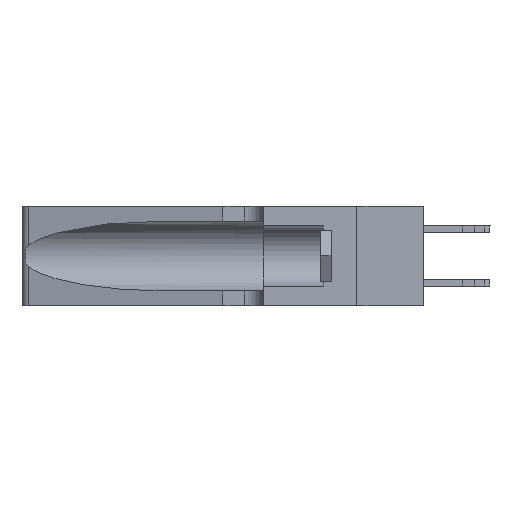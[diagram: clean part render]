
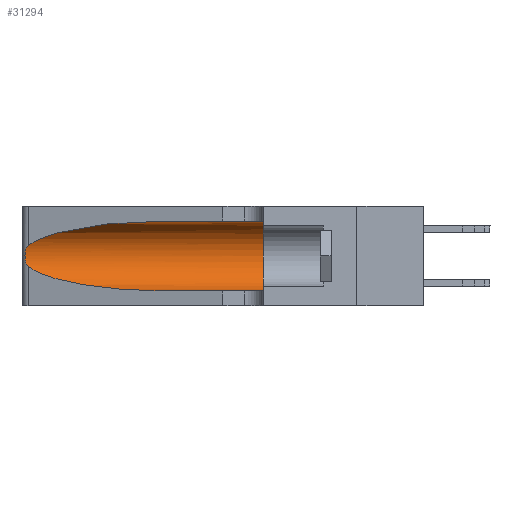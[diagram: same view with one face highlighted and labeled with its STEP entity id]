
A CAD part, left-side view. The second image highlights one B-rep face of the part: STEP entity #31294.
In plain terms, the highlighted cylindrical face has radius 3.308 mm (diameter 6.617 mm), a partial arc.
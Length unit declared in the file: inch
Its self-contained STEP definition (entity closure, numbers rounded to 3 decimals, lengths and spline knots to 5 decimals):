
#526 = CARTESIAN_POINT ( 'NONE',  ( 0.25854, 1.2359, 0.20912 ) ) ;
#613 = ORIENTED_EDGE ( 'NONE', *, *, #13815, .T. ) ;
#849 = EDGE_LOOP ( 'NONE', ( #5504, #29370, #613, #31464, #12517, #22077 ) ) ;
#926 = CYLINDRICAL_SURFACE ( 'NONE', #29520, 0.13025 ) ;
#2444 = FACE_OUTER_BOUND ( 'NONE', #849, .T. ) ;
#2488 = CARTESIAN_POINT ( 'NONE',  ( 0.1305, 1.61858, 0.31525 ) ) ;
#2598 = DIRECTION ( 'NONE',  ( 0., -1., 0. ) ) ;
#2681 = CARTESIAN_POINT ( 'NONE',  ( 0.1305, 0.72297, 0.05475 ) ) ;
#3016 = CARTESIAN_POINT ( 'NONE',  ( 0.1305, 0.35, 0.31525 ) ) ;
#3829 = AXIS2_PLACEMENT_3D ( 'NONE', #5749, #5217, #38901 ) ;
#4755 = CARTESIAN_POINT ( 'NONE',  ( 0.26017, 1.23833, 0.17102 ) ) ;
#4926 = CARTESIAN_POINT ( 'NONE',  ( 0.25555, 1.22994, 0.2215 ) ) ;
#5217 = DIRECTION ( 'NONE',  ( 0., 1., 0. ) ) ;
#5279 = VECTOR ( 'NONE', #16977, 39.37008 ) ;
#5504 = ORIENTED_EDGE ( 'NONE', *, *, #26644, .T. ) ;
#5736 = LINE ( 'NONE', #29138, #5279 ) ;
#5749 = CARTESIAN_POINT ( 'NONE',  ( 0.1305, 0.35, 0.185 ) ) ;
#6907 = EDGE_CURVE ( 'NONE', #17409, #38481, #5736, .T. ) ;
#7891 = CARTESIAN_POINT ( 'NONE',  ( 0.25487, 1.22718, 0.22369 ) ) ;
#8048 = CARTESIAN_POINT ( 'NONE',  ( 0.25555, 1.22993, 0.14849 ) ) ;
#8628 = DIRECTION ( 'NONE',  ( 0., -1., 0. ) ) ;
#9005 = DIRECTION ( 'NONE',  ( 0., 0., -1. ) ) ;
#10220 = LINE ( 'NONE', #2488, #21272 ) ;
#10418 =( BOUNDED_CURVE ( )  B_SPLINE_CURVE ( 3, ( #14107, #19911, #29321, #7891 ),
 .UNSPECIFIED., .F., .T. ) 
 B_SPLINE_CURVE_WITH_KNOTS ( ( 4, 4 ),
 ( 1.5708, 2.84003 ),
 .UNSPECIFIED. ) 
 CURVE ( )  GEOMETRIC_REPRESENTATION_ITEM ( )  RATIONAL_B_SPLINE_CURVE ( ( 1., 0.87, 0.87, 1. ) ) 
 REPRESENTATION_ITEM ( '' )  );
#10447 = CARTESIAN_POINT ( 'NONE',  ( 0.26018, 1.23835, 0.19895 ) ) ;
#10638 = B_SPLINE_CURVE_WITH_KNOTS ( 'NONE', 3,
 ( #13127, #4926, #20391, #38879, #526, #10447, #25965, #28949, #4755, #23563, #38429, #32411, #8048, #32690 ),
 .UNSPECIFIED., .F., .F.,
 ( 4, 2, 2, 2, 2, 2, 4 ),
 ( 0., 0.00027, 0.00053, 0.00107, 0.0016, 0.00187, 0.00214 ),
 .UNSPECIFIED. ) ;
#11462 = VERTEX_POINT ( 'NONE', #3016 ) ;
#12517 = ORIENTED_EDGE ( 'NONE', *, *, #29627, .F. ) ;
#13127 = CARTESIAN_POINT ( 'NONE',  ( 0.25487, 1.22718, 0.22369 ) ) ;
#13815 = EDGE_CURVE ( 'NONE', #26064, #17409, #39144, .T. ) ;
#14107 = CARTESIAN_POINT ( 'NONE',  ( 0.1305, 0.72297, 0.31525 ) ) ;
#16977 = DIRECTION ( 'NONE',  ( 0., -1., 0. ) ) ;
#17409 = VERTEX_POINT ( 'NONE', #2681 ) ;
#19911 = CARTESIAN_POINT ( 'NONE',  ( 0.18966, 0.96281, 0.31525 ) ) ;
#20391 = CARTESIAN_POINT ( 'NONE',  ( 0.25639, 1.23184, 0.21858 ) ) ;
#20623 = CARTESIAN_POINT ( 'NONE',  ( 0.25487, 1.22718, 0.22369 ) ) ;
#21272 = VECTOR ( 'NONE', #8628, 39.37008 ) ;
#21296 = CARTESIAN_POINT ( 'NONE',  ( 0.1305, 1.61858, 0.185 ) ) ;
#22077 = ORIENTED_EDGE ( 'NONE', *, *, #23480, .F. ) ;
#22572 = CARTESIAN_POINT ( 'NONE',  ( 0.1305, 0.35, 0.05475 ) ) ;
#22937 = CARTESIAN_POINT ( 'NONE',  ( 0.25487, 1.22718, 0.14631 ) ) ;
#23423 = CARTESIAN_POINT ( 'NONE',  ( 0.1305, 0.72297, 0.31525 ) ) ;
#23480 = EDGE_CURVE ( 'NONE', #36849, #11462, #10220, .T. ) ;
#23563 = CARTESIAN_POINT ( 'NONE',  ( 0.25856, 1.23593, 0.16098 ) ) ;
#25965 = CARTESIAN_POINT ( 'NONE',  ( 0.26075, 1.23896, 0.19203 ) ) ;
#26064 = VERTEX_POINT ( 'NONE', #22937 ) ;
#26644 = EDGE_CURVE ( 'NONE', #36849, #33007, #10418, .T. ) ;
#28949 = CARTESIAN_POINT ( 'NONE',  ( 0.26075, 1.23896, 0.178 ) ) ;
#29138 = CARTESIAN_POINT ( 'NONE',  ( 0.1305, 1.61858, 0.05475 ) ) ;
#29278 = CARTESIAN_POINT ( 'NONE',  ( 0.2373, 1.15595, 0.08982 ) ) ;
#29321 = CARTESIAN_POINT ( 'NONE',  ( 0.2373, 1.15595, 0.28018 ) ) ;
#29370 = ORIENTED_EDGE ( 'NONE', *, *, #31481, .T. ) ;
#29520 = AXIS2_PLACEMENT_3D ( 'NONE', #21296, #2598, #9005 ) ;
#29627 = EDGE_CURVE ( 'NONE', #11462, #38481, #36605, .T. ) ;
#31294 = ADVANCED_FACE ( 'NONE', ( #2444 ), #926, .F. ) ;
#31464 = ORIENTED_EDGE ( 'NONE', *, *, #6907, .T. ) ;
#31481 = EDGE_CURVE ( 'NONE', #33007, #26064, #10638, .T. ) ;
#32411 = CARTESIAN_POINT ( 'NONE',  ( 0.25639, 1.23186, 0.15144 ) ) ;
#32690 = CARTESIAN_POINT ( 'NONE',  ( 0.25487, 1.22718, 0.14631 ) ) ;
#33007 = VERTEX_POINT ( 'NONE', #20623 ) ;
#34735 = CARTESIAN_POINT ( 'NONE',  ( 0.25487, 1.22718, 0.14631 ) ) ;
#35431 = CARTESIAN_POINT ( 'NONE',  ( 0.18966, 0.96281, 0.05475 ) ) ;
#35588 = CARTESIAN_POINT ( 'NONE',  ( 0.1305, 0.72297, 0.05475 ) ) ;
#36605 = CIRCLE ( 'NONE', #3829, 0.13025 ) ;
#36849 = VERTEX_POINT ( 'NONE', #23423 ) ;
#38429 = CARTESIAN_POINT ( 'NONE',  ( 0.25789, 1.23486, 0.15765 ) ) ;
#38481 = VERTEX_POINT ( 'NONE', #22572 ) ;
#38879 = CARTESIAN_POINT ( 'NONE',  ( 0.25787, 1.23484, 0.2124 ) ) ;
#38901 = DIRECTION ( 'NONE',  ( 0., 0., 1. ) ) ;
#39144 =( BOUNDED_CURVE ( )  B_SPLINE_CURVE ( 3, ( #34735, #29278, #35431, #35588 ),
 .UNSPECIFIED., .F., .F. ) 
 B_SPLINE_CURVE_WITH_KNOTS ( ( 4, 4 ),
 ( 3.44316, 4.71239 ),
 .UNSPECIFIED. ) 
 CURVE ( )  GEOMETRIC_REPRESENTATION_ITEM ( )  RATIONAL_B_SPLINE_CURVE ( ( 1., 0.87, 0.87, 1. ) ) 
 REPRESENTATION_ITEM ( '' )  );
